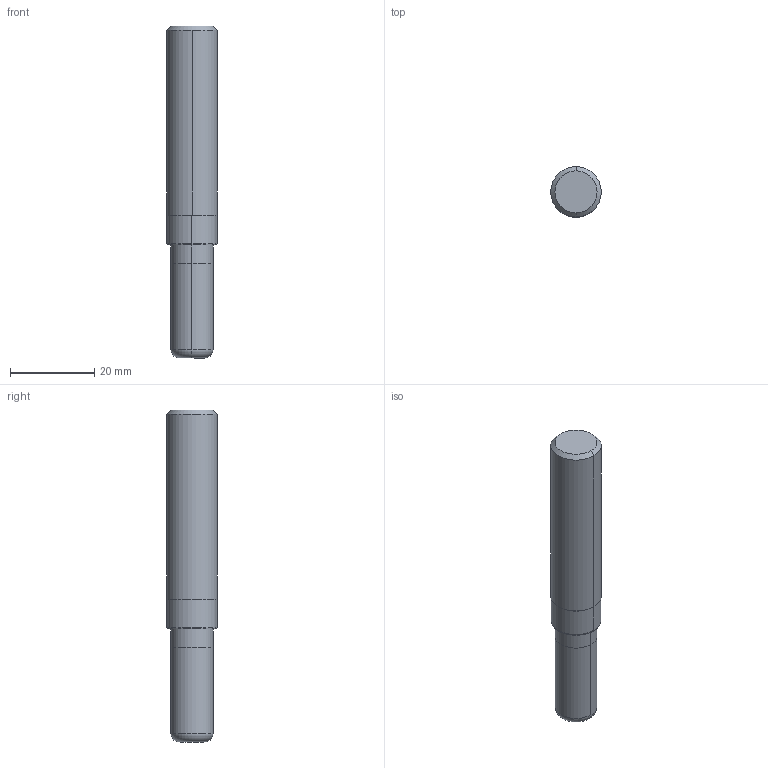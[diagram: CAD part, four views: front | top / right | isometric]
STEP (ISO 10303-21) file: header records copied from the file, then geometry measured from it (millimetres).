
FILE_DESCRIPTION (( 'STEP AP203' ), '1' );
FILE_NAME ('425675.step', '2023-11-15T15:38:31', ( '' ), ( '' ), 'SwSTEP 2.0', 'SolidWorks 2022', '' );
FILE_SCHEMA (( 'CONFIG_CONTROL_DESIGN' ));
Length unit declared in the file: millimetre
Products named in the file (1): 425675
Bounding box: 12 x 12 x 79 mm (x, y, z)
Volume: 7949.2 mm3; surface area: 3136.4 mm2
Topology: 2 solids, 2 shells, 20 faces, 36 edges, 22 vertices
Faces by surface type: cylinder 8, plane 6, cone 4, torus 2
Entity records: 571 total; most frequent: DIRECTION 102, CARTESIAN_POINT 79, ORIENTED_EDGE 72, AXIS2_PLACEMENT_3D 45, EDGE_CURVE 36, CIRCLE 24, EDGE_LOOP 22, VERTEX_POINT 22
